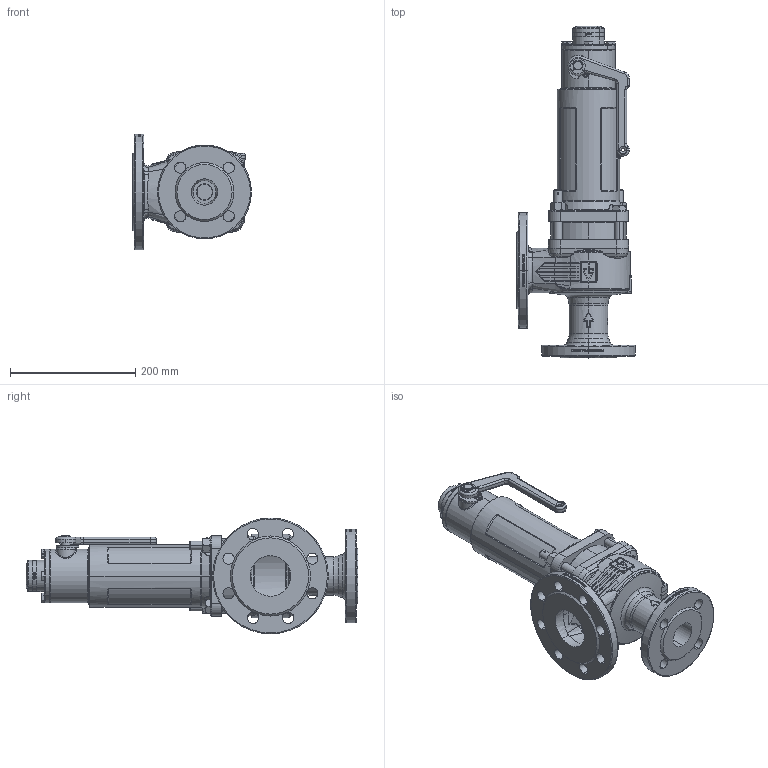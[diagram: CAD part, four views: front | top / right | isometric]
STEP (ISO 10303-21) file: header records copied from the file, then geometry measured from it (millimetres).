
FILE_DESCRIPTION (( 'STEP AP214' ), '1' );
FILE_NAME ('455TBGFL_40_FLFL_4065_MD.STEP', '2020-07-13T06:56:46', ( '' ), ( '' ), 'SwSTEP 2.0', 'SolidWorks 2018', '' );
FILE_SCHEMA (( 'AUTOMOTIVE_DESIGN' ));
Length unit declared in the file: millimetre
Products named in the file (2): 455TBGFL_40_FLFL_4065_MD
Bounding box: 190 x 531 x 185 mm (x, y, z)
Volume: 2256285.1 mm3; surface area: 585785.7 mm2
Topology: 22 solids, 22 shells, 2362 faces, 6328 edges, 4154 vertices
Faces by surface type: bspline 760, cylinder 594, plane 561, cone 253, torus 178, sphere 16
Entity records: 168457 total; most frequent: CARTESIAN_POINT 88654, ORIENTED_EDGE 12522, DIRECTION 9258, EDGE_CURVE 6261, VERTEX_POINT 4153, AXIS2_PLACEMENT_3D 3788, EDGE_LOOP 2660, UNCERTAINTY_MEASURE_WITH_UNIT 2386
